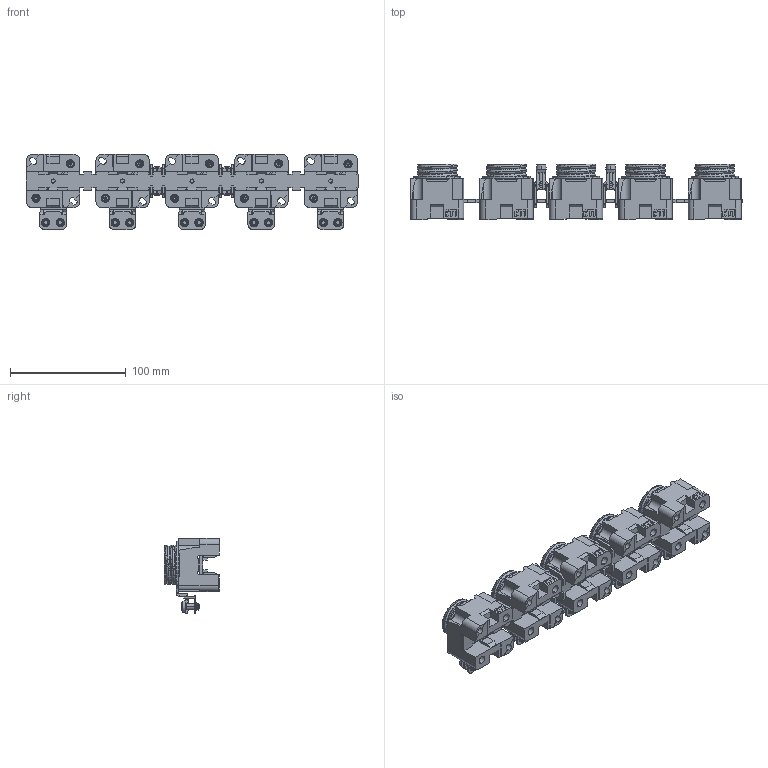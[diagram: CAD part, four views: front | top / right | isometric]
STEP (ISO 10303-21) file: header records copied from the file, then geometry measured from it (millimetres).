
FILE_DESCRIPTION((''),'2;1');
FILE_NAME('002323113_SET_EZR_63_5P_ASM','2021-10-22T',('marketing.praksa'),('Audax d.o.o.'),'CREO PARAMETRIC BY PTC INC, 2017480','CREO PARAMETRIC BY PTC INC, 2017480','');
FILE_SCHEMA(('AUTOMOTIVE_DESIGN { 1 0 10303 214 1 1 1 1 }'));
Length unit declared in the file: millimetre
Products named in the file (14): 0000006991_1; 0000006983_1_1_2_3; 0000006971_1_1_2_3; 0000006970_1_1_2_3; 0000011680_1_1_2_3; 0000060159_1_1_2_3; 0000059958_1_1_2_3_4_5_6_7_8_12; PRT9575; 0000006985_ASM_1_1_2_3_ASM; 0000006977_1_1_2_3; 0000006482_1_1_2_3; 0000012160_1_1_2_3; 0000006974_ASM_1_1_2_3_ASM; 002323113_SET_EZR_63_5P_ASM
Assembly tree (22 placements, depth 3):
  002323113_SET_EZR_63_5P_ASM
    0000006991_1
    0000006985_ASM_1_1_2_3_ASM  x5
      0000006983_1_1_2_3
      0000006971_1_1_2_3
      0000006970_1_1_2_3
      0000011680_1_1_2_3
      0000060159_1_1_2_3
      0000059958_1_1_2_3_4_5_6_7_8_12
      PRT9575
    0000006974_ASM_1_1_2_3_ASM  x2
      0000006977_1_1_2_3
      0000006482_1_1_2_3
      0000012160_1_1_2_3
Bounding box: 287 x 47.7 x 65 mm (x, y, z)
Volume: 220077.1 mm3; surface area: 137195.4 mm2
Topology: 69 solids, 107 shells, 4134 faces, 11476 edges, 7562 vertices
Faces by surface type: plane 2593, cylinder 1090, cone 236, torus 150, bspline 45, sphere 20
Entity records: 54835 total; most frequent: CARTESIAN_POINT 11336, ORIENTED_EDGE 5578, DIRECTION 5253, PRESENTATION_STYLE_ASSIGNMENT 3423, STYLED_ITEM 3423, EDGE_CURVE 2806, CURVE_STYLE 2482, VECTOR 2019
